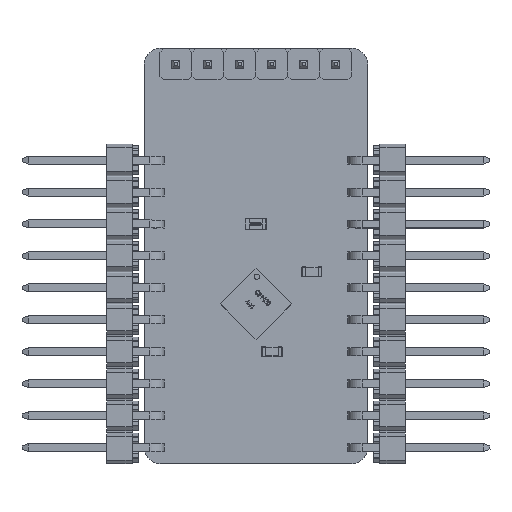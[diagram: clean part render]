
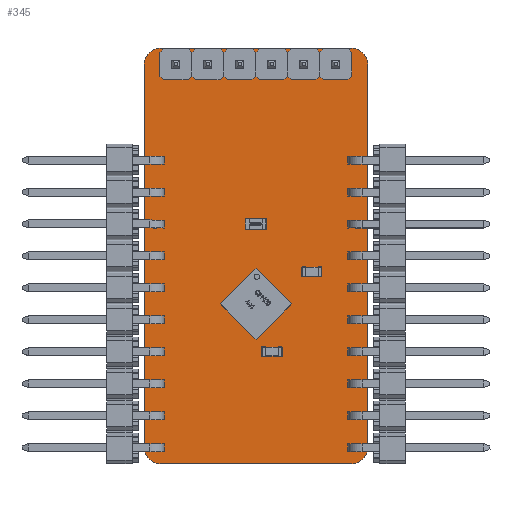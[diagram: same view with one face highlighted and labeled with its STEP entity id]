
A CAD part, top view. The second image highlights one B-rep face of the part: STEP entity #345.
In plain terms, the highlighted planar face has unit normal (0, 0, 1).
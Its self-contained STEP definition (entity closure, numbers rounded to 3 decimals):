
#80 = VERTEX_POINT('',#81);
#81 = CARTESIAN_POINT('',(10.16,1.27,1.619));
#87 = EDGE_CURVE('',#80,#88,#90,.T.);
#88 = VERTEX_POINT('',#89);
#89 = CARTESIAN_POINT('',(10.16,31.75,1.619));
#90 = LINE('',#91,#92);
#91 = CARTESIAN_POINT('',(10.16,1.27,1.619));
#92 = VECTOR('',#93,1.);
#93 = DIRECTION('',(0.,1.,0.));
#118 = EDGE_CURVE('',#88,#119,#121,.T.);
#119 = VERTEX_POINT('',#120);
#120 = CARTESIAN_POINT('',(11.43,33.02,1.619));
#121 = CIRCLE('',#122,1.27);
#122 = AXIS2_PLACEMENT_3D('',#123,#124,#125);
#123 = CARTESIAN_POINT('',(11.43,31.75,1.619));
#124 = DIRECTION('',(0.,0.,-1.));
#125 = DIRECTION('',(-1.,0.,0.));
#151 = EDGE_CURVE('',#119,#152,#154,.T.);
#152 = VERTEX_POINT('',#153);
#153 = CARTESIAN_POINT('',(26.67,33.02,1.619));
#154 = LINE('',#155,#156);
#155 = CARTESIAN_POINT('',(11.43,33.02,1.619));
#156 = VECTOR('',#157,1.);
#157 = DIRECTION('',(1.,0.,0.));
#182 = EDGE_CURVE('',#152,#183,#185,.T.);
#183 = VERTEX_POINT('',#184);
#184 = CARTESIAN_POINT('',(27.94,31.75,1.619));
#185 = CIRCLE('',#186,1.27);
#186 = AXIS2_PLACEMENT_3D('',#187,#188,#189);
#187 = CARTESIAN_POINT('',(26.67,31.75,1.619));
#188 = DIRECTION('',(0.,0.,-1.));
#189 = DIRECTION('',(0.,1.,0.));
#215 = EDGE_CURVE('',#183,#216,#218,.T.);
#216 = VERTEX_POINT('',#217);
#217 = CARTESIAN_POINT('',(27.94,1.27,1.619));
#218 = LINE('',#219,#220);
#219 = CARTESIAN_POINT('',(27.94,31.75,1.619));
#220 = VECTOR('',#221,1.);
#221 = DIRECTION('',(0.,-1.,0.));
#246 = EDGE_CURVE('',#216,#247,#249,.T.);
#247 = VERTEX_POINT('',#248);
#248 = CARTESIAN_POINT('',(26.67,0.,1.619));
#249 = CIRCLE('',#250,1.27);
#250 = AXIS2_PLACEMENT_3D('',#251,#252,#253);
#251 = CARTESIAN_POINT('',(26.67,1.27,1.619));
#252 = DIRECTION('',(0.,0.,-1.));
#253 = DIRECTION('',(1.,0.,0.));
#279 = EDGE_CURVE('',#247,#280,#282,.T.);
#280 = VERTEX_POINT('',#281);
#281 = CARTESIAN_POINT('',(11.43,0.,1.619));
#282 = LINE('',#283,#284);
#283 = CARTESIAN_POINT('',(26.67,0.,1.619));
#284 = VECTOR('',#285,1.);
#285 = DIRECTION('',(-1.,0.,0.));
#310 = EDGE_CURVE('',#280,#80,#311,.T.);
#311 = CIRCLE('',#312,1.27);
#312 = AXIS2_PLACEMENT_3D('',#313,#314,#315);
#313 = CARTESIAN_POINT('',(11.43,1.27,1.619));
#314 = DIRECTION('',(0.,0.,-1.));
#315 = DIRECTION('',(0.,-1.,-0.));
#345 = ADVANCED_FACE('',(#346),#356,.F.);
#346 = FACE_BOUND('',#347,.F.);
#347 = EDGE_LOOP('',(#348,#349,#350,#351,#352,#353,#354,#355));
#348 = ORIENTED_EDGE('',*,*,#87,.T.);
#349 = ORIENTED_EDGE('',*,*,#118,.T.);
#350 = ORIENTED_EDGE('',*,*,#151,.T.);
#351 = ORIENTED_EDGE('',*,*,#182,.T.);
#352 = ORIENTED_EDGE('',*,*,#215,.T.);
#353 = ORIENTED_EDGE('',*,*,#246,.T.);
#354 = ORIENTED_EDGE('',*,*,#279,.T.);
#355 = ORIENTED_EDGE('',*,*,#310,.T.);
#356 = PLANE('',#357);
#357 = AXIS2_PLACEMENT_3D('',#358,#359,#360);
#358 = CARTESIAN_POINT('',(19.05,16.51,1.619));
#359 = DIRECTION('',(-0.,-0.,-1.));
#360 = DIRECTION('',(-1.,0.,0.));
